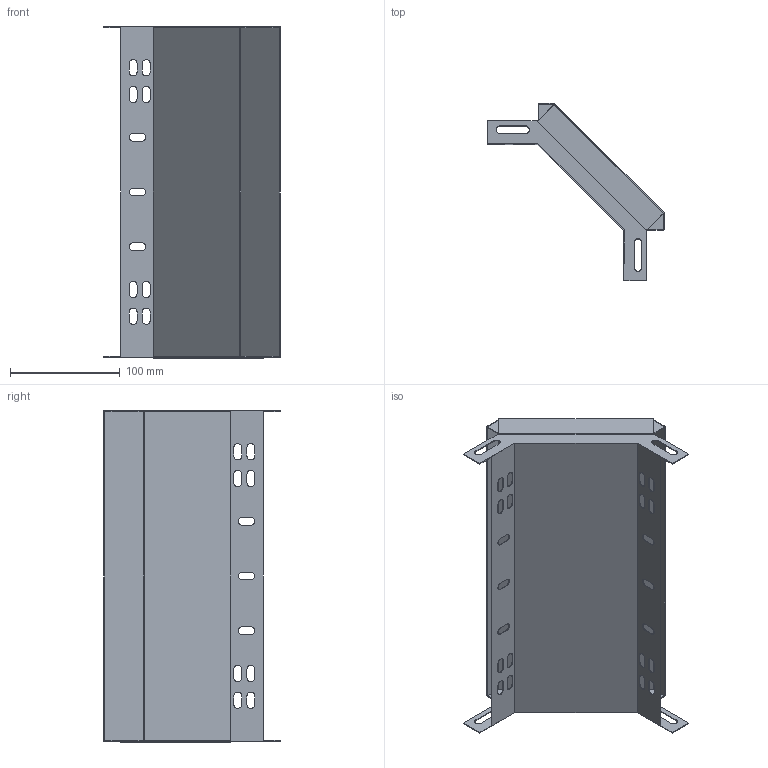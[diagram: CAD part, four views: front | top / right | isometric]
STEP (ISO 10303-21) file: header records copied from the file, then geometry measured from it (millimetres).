
FILE_DESCRIPTION (( 'STEP AP203' ), '1' );
FILE_NAME ('CLP1N-035-300-1 Ïîâîðîò íà 90 ãð. âåðòèêàëüíûé âíåøíèé 35õ300 ìì..STEP', '2016-03-03T07:07:57', ( '' ), ( '' ), 'SwSTEP 2.0', 'SolidWorks 2014', '' );
FILE_SCHEMA (( 'CONFIG_CONTROL_DESIGN' ));
Length unit declared in the file: millimetre
Products named in the file (1): CLP1N-035-300-1 Ïîâîðîò íà 90 ãð. âåðòèêàëüíûé âíåøíèé 35õ300 ìì.
Bounding box: 161.31 x 161.31 x 303.2 mm (x, y, z)
Volume: 96550.3 mm3; surface area: 244153.6 mm2
Topology: 2 solids, 2 shells, 170 faces, 478 edges, 312 vertices
Faces by surface type: plane 116, cylinder 54
Entity records: 5629 total; most frequent: CARTESIAN_POINT 961, ORIENTED_EDGE 956, DIRECTION 928, EDGE_CURVE 478, VECTOR 370, LINE 370, VERTEX_POINT 312, AXIS2_PLACEMENT_3D 279
